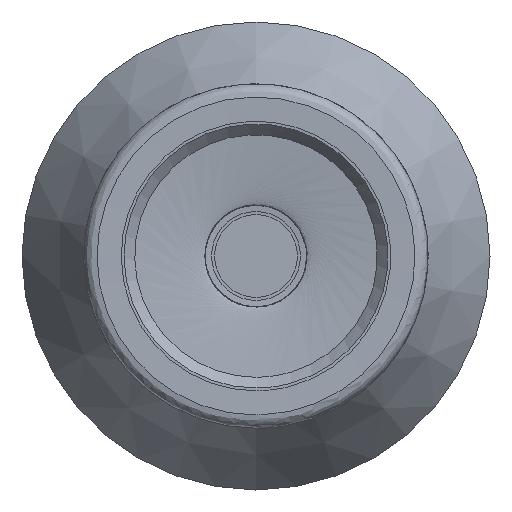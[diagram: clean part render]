
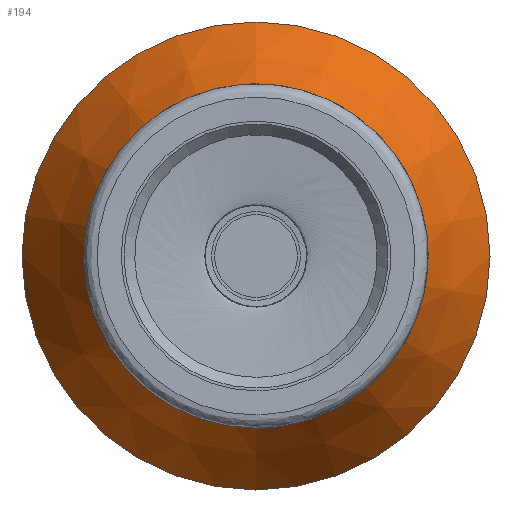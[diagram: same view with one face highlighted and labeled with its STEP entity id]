
A CAD part, left-side view. The second image highlights one B-rep face of the part: STEP entity #194.
In plain terms, the highlighted conical face has half-angle 30 degrees and reference radius 5.7 mm.
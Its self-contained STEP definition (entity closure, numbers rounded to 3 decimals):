
#185=CONICAL_SURFACE('',#454,5.7,30.);
#194=ADVANCED_FACE('',(#227,#228),#185,.T.);
#227=FACE_BOUND('',#276,.T.);
#228=FACE_BOUND('',#277,.T.);
#276=EDGE_LOOP('',(#326));
#277=EDGE_LOOP('',(#327));
#326=ORIENTED_EDGE('',*,*,#391,.F.);
#327=ORIENTED_EDGE('',*,*,#395,.F.);
#366=VERTEX_POINT('',#578);
#370=VERTEX_POINT('',#591);
#391=EDGE_CURVE('',#366,#366,#416,.T.);
#395=EDGE_CURVE('',#370,#370,#420,.T.);
#416=CIRCLE('',#442,8.15);
#420=CIRCLE('',#451,5.7);
#442=AXIS2_PLACEMENT_3D('',#577,#482,#483);
#451=AXIS2_PLACEMENT_3D('',#590,#500,#501);
#454=AXIS2_PLACEMENT_3D('',#595,#506,#507);
#482=DIRECTION('',(1.,0.,0.));
#483=DIRECTION('',(0.,0.,-1.));
#500=DIRECTION('',(-1.,0.,0.));
#501=DIRECTION('',(0.,0.,1.));
#506=DIRECTION('',(1.,0.,0.));
#507=DIRECTION('',(0.,0.,-1.));
#577=CARTESIAN_POINT('',(34.244,0.,0.));
#578=CARTESIAN_POINT('',(34.244,0.,-8.15));
#590=CARTESIAN_POINT('',(30.,0.,0.));
#591=CARTESIAN_POINT('',(30.,0.,5.7));
#595=CARTESIAN_POINT('',(30.,0.,0.));
